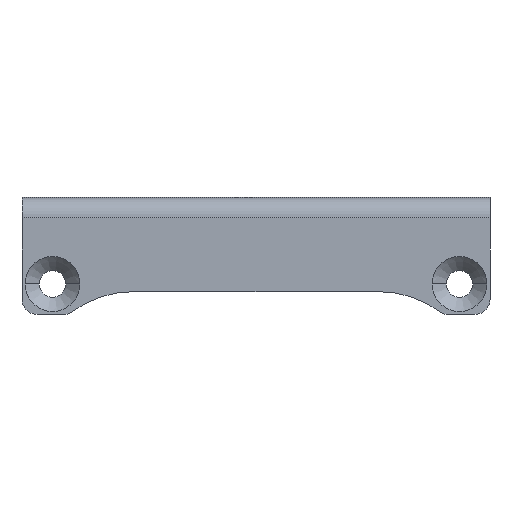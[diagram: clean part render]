
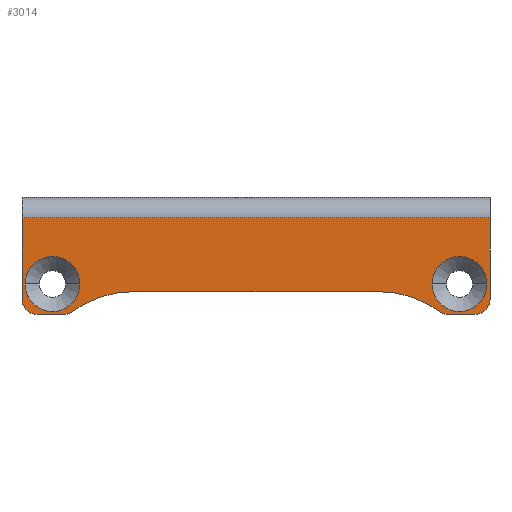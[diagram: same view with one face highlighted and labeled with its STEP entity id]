
A CAD part, left-side view. The second image highlights one B-rep face of the part: STEP entity #3014.
In plain terms, the highlighted planar face has unit normal (-1, 0, 0).
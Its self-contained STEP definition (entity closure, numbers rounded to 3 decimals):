
#73=CARTESIAN_POINT('',(-18.5,8.,11.));
#74=DIRECTION('',(1.,0.,0.));
#75=DIRECTION('',(0.,-1.,0.));
#76=AXIS2_PLACEMENT_3D('',#73,#74,#75);
#78=CARTESIAN_POINT('',(-18.5,8.,11.));
#79=DIRECTION('',(1.,0.,0.));
#80=DIRECTION('',(0.,1.,0.));
#81=AXIS2_PLACEMENT_3D('',#78,#79,#80);
#83=CARTESIAN_POINT('',(-18.5,-32.,11.));
#84=DIRECTION('',(1.,0.,0.));
#85=DIRECTION('',(0.,-1.,0.));
#86=AXIS2_PLACEMENT_3D('',#83,#84,#85);
#88=CARTESIAN_POINT('',(-18.5,-32.,11.));
#89=DIRECTION('',(1.,0.,0.));
#90=DIRECTION('',(0.,1.,0.));
#91=AXIS2_PLACEMENT_3D('',#88,#89,#90);
#93=DIRECTION('',(0.,1.,0.));
#94=VECTOR('',#93,24.);
#95=CARTESIAN_POINT('',(-18.5,-24.,10.25));
#96=LINE('',#95,#94);
#97=CARTESIAN_POINT('',(-18.5,0.,0.));
#98=DIRECTION('',(1.,0.,0.));
#99=DIRECTION('',(0.,0.588,0.809));
#100=AXIS2_PLACEMENT_3D('',#97,#98,#99);
#102=CARTESIAN_POINT('',(-18.5,6.915,9.5));
#103=DIRECTION('',(-1.,0.,0.));
#104=DIRECTION('',(0.,0.,-1.));
#105=AXIS2_PLACEMENT_3D('',#102,#103,#104);
#107=CARTESIAN_POINT('',(-18.5,9.5,9.5));
#108=DIRECTION('',(-1.,0.,0.));
#109=DIRECTION('',(0.,1.,0.));
#110=AXIS2_PLACEMENT_3D('',#107,#108,#109);
#112=DIRECTION('',(0.,1.,0.));
#113=VECTOR('',#112,46.);
#114=CARTESIAN_POINT('',(-18.5,-35.,17.5));
#115=LINE('',#114,#113);
#116=CARTESIAN_POINT('',(-18.5,-33.5,9.5));
#117=DIRECTION('',(-1.,0.,0.));
#118=DIRECTION('',(0.,0.,-1.));
#119=AXIS2_PLACEMENT_3D('',#116,#117,#118);
#121=CARTESIAN_POINT('',(-18.5,-30.915,9.5));
#122=DIRECTION('',(-1.,0.,0.));
#123=DIRECTION('',(0.,0.588,-0.809));
#124=AXIS2_PLACEMENT_3D('',#121,#122,#123);
#126=CARTESIAN_POINT('',(-18.5,-24.,0.));
#127=DIRECTION('',(1.,0.,0.));
#128=DIRECTION('',(0.,0.,1.));
#129=AXIS2_PLACEMENT_3D('',#126,#127,#128);
#182=DIRECTION('',(0.,1.,0.));
#183=VECTOR('',#182,2.585);
#184=CARTESIAN_POINT('',(-18.5,6.915,8.));
#185=LINE('',#184,#183);
#198=DIRECTION('',(0.,1.,0.));
#199=VECTOR('',#198,2.585);
#200=CARTESIAN_POINT('',(-18.5,-33.5,8.));
#201=LINE('',#200,#199);
#222=DIRECTION('',(0.,0.,-1.));
#223=VECTOR('',#222,8.);
#224=CARTESIAN_POINT('',(-18.5,11.,17.5));
#225=LINE('',#224,#223);
#262=DIRECTION('',(0.,0.,-1.));
#263=VECTOR('',#262,8.);
#264=CARTESIAN_POINT('',(-18.5,-35.,17.5));
#265=LINE('',#264,#263);
#2296=CARTESIAN_POINT('',(-18.5,-35.,17.5));
#2297=VERTEX_POINT('',#2296);
#2304=CARTESIAN_POINT('',(-18.5,11.,17.5));
#2305=VERTEX_POINT('',#2304);
#2322=CARTESIAN_POINT('',(-18.5,5.3,11.));
#2323=CARTESIAN_POINT('',(-18.5,10.7,11.));
#2324=VERTEX_POINT('',#2322);
#2325=VERTEX_POINT('',#2323);
#2330=CARTESIAN_POINT('',(-18.5,-34.7,11.));
#2331=CARTESIAN_POINT('',(-18.5,-29.3,11.));
#2332=VERTEX_POINT('',#2330);
#2333=VERTEX_POINT('',#2331);
#2430=CARTESIAN_POINT('',(-18.5,11.,9.5));
#2431=VERTEX_POINT('',#2430);
#2432=CARTESIAN_POINT('',(-18.5,9.5,8.));
#2433=VERTEX_POINT('',#2432);
#2446=CARTESIAN_POINT('',(-18.5,-33.5,8.));
#2447=VERTEX_POINT('',#2446);
#2448=CARTESIAN_POINT('',(-18.5,-35.,9.5));
#2449=VERTEX_POINT('',#2448);
#2462=CARTESIAN_POINT('',(-18.5,6.915,8.));
#2463=VERTEX_POINT('',#2462);
#2464=CARTESIAN_POINT('',(-18.5,6.032,8.287));
#2465=VERTEX_POINT('',#2464);
#2870=CARTESIAN_POINT('',(-18.5,-30.032,8.287));
#2871=VERTEX_POINT('',#2870);
#2872=CARTESIAN_POINT('',(-18.5,-30.915,8.));
#2873=VERTEX_POINT('',#2872);
#2894=CARTESIAN_POINT('',(-18.5,-24.,10.25));
#2895=CARTESIAN_POINT('',(-18.5,0.,10.25));
#2896=VERTEX_POINT('',#2894);
#2897=VERTEX_POINT('',#2895);
#2972=CARTESIAN_POINT('',(-18.5,-35.,17.5));
#2973=DIRECTION('',(1.,0.,0.));
#2974=DIRECTION('',(0.,0.,-1.));
#2975=AXIS2_PLACEMENT_3D('',#2972,#2973,#2974);
#2976=PLANE('',#2975);
#2978=ORIENTED_EDGE('',*,*,#2977,.T.);
#2980=ORIENTED_EDGE('',*,*,#2979,.F.);
#2982=ORIENTED_EDGE('',*,*,#2981,.F.);
#2984=ORIENTED_EDGE('',*,*,#2983,.T.);
#2986=ORIENTED_EDGE('',*,*,#2985,.F.);
#2988=ORIENTED_EDGE('',*,*,#2987,.F.);
#2990=ORIENTED_EDGE('',*,*,#2989,.F.);
#2992=ORIENTED_EDGE('',*,*,#2991,.T.);
#2994=ORIENTED_EDGE('',*,*,#2993,.F.);
#2996=ORIENTED_EDGE('',*,*,#2995,.T.);
#2998=ORIENTED_EDGE('',*,*,#2997,.F.);
#3000=ORIENTED_EDGE('',*,*,#2999,.F.);
#3001=EDGE_LOOP('',(#2978,#2980,#2982,#2984,#2986,#2988,#2990,#2992,#2994,#2996,
#2998,#3000));
#3002=FACE_OUTER_BOUND('',#3001,.F.);
#3004=ORIENTED_EDGE('',*,*,#3003,.F.);
#3006=ORIENTED_EDGE('',*,*,#3005,.F.);
#3007=EDGE_LOOP('',(#3004,#3006));
#3008=FACE_BOUND('',#3007,.F.);
#3010=ORIENTED_EDGE('',*,*,#3009,.F.);
#3011=ORIENTED_EDGE('',*,*,#2962,.F.);
#3012=EDGE_LOOP('',(#3010,#3011));
#3013=FACE_BOUND('',#3012,.F.);
#3014=ADVANCED_FACE('',(#3002,#3008,#3013),#2976,.F.);
#77=CIRCLE('',#76,2.7);
#82=CIRCLE('',#81,2.7);
#87=CIRCLE('',#86,2.7);
#92=CIRCLE('',#91,2.7);
#101=CIRCLE('',#100,10.25);
#106=CIRCLE('',#105,1.5);
#111=CIRCLE('',#110,1.5);
#120=CIRCLE('',#119,1.5);
#125=CIRCLE('',#124,1.5);
#130=CIRCLE('',#129,10.25);
#2962=EDGE_CURVE('',#2325,#2324,#82,.T.);
#2977=EDGE_CURVE('',#2896,#2897,#96,.T.);
#2979=EDGE_CURVE('',#2465,#2897,#101,.T.);
#2981=EDGE_CURVE('',#2463,#2465,#106,.T.);
#2983=EDGE_CURVE('',#2463,#2433,#185,.T.);
#2985=EDGE_CURVE('',#2431,#2433,#111,.T.);
#2987=EDGE_CURVE('',#2305,#2431,#225,.T.);
#2989=EDGE_CURVE('',#2297,#2305,#115,.T.);
#2991=EDGE_CURVE('',#2297,#2449,#265,.T.);
#2993=EDGE_CURVE('',#2447,#2449,#120,.T.);
#2995=EDGE_CURVE('',#2447,#2873,#201,.T.);
#2997=EDGE_CURVE('',#2871,#2873,#125,.T.);
#2999=EDGE_CURVE('',#2896,#2871,#130,.T.);
#3003=EDGE_CURVE('',#2332,#2333,#87,.T.);
#3005=EDGE_CURVE('',#2333,#2332,#92,.T.);
#3009=EDGE_CURVE('',#2324,#2325,#77,.T.);
